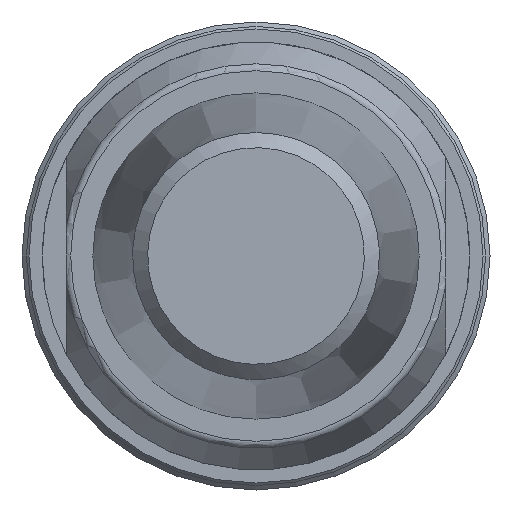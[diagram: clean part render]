
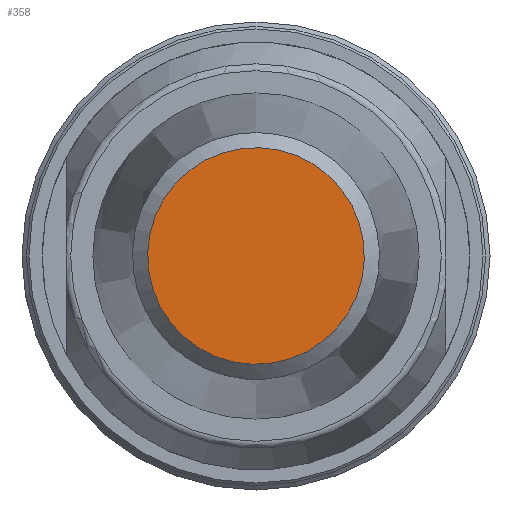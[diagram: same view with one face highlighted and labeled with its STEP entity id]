
A CAD part, left-side view. The second image highlights one B-rep face of the part: STEP entity #358.
In plain terms, the highlighted planar face has unit normal (-1, 0, 0).
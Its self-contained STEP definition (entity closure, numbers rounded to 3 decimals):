
#141=FACE_OUTER_BOUND('',#576,.T.);
#289=PLANE('',#1176);
#358=ADVANCED_FACE('',(#141),#289,.T.);
#576=EDGE_LOOP('',(#800));
#800=ORIENTED_EDGE('',*,*,#1004,.T.);
#892=VERTEX_POINT('',#1977);
#1004=EDGE_CURVE('',#892,#892,#1058,.T.);
#1058=CIRCLE('',#1175,4.283);
#1175=AXIS2_PLACEMENT_3D('',#1976,#1460,#1461);
#1176=AXIS2_PLACEMENT_3D('',#1978,#1462,#1463);
#1460=DIRECTION('',(-1.,0.,0.));
#1461=DIRECTION('',(0.,0.924,0.382));
#1462=DIRECTION('',(-1.,0.,0.));
#1463=DIRECTION('',(0.,0.924,0.382));
#1976=CARTESIAN_POINT('',(-40.,0.,0.));
#1977=CARTESIAN_POINT('',(-40.,3.959,1.636));
#1978=CARTESIAN_POINT('',(-40.,0.,0.));
